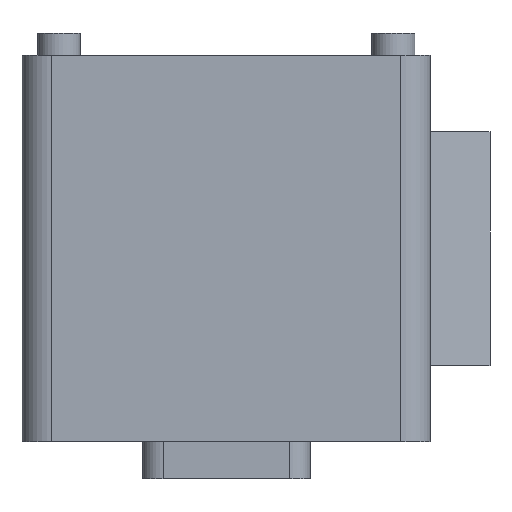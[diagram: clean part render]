
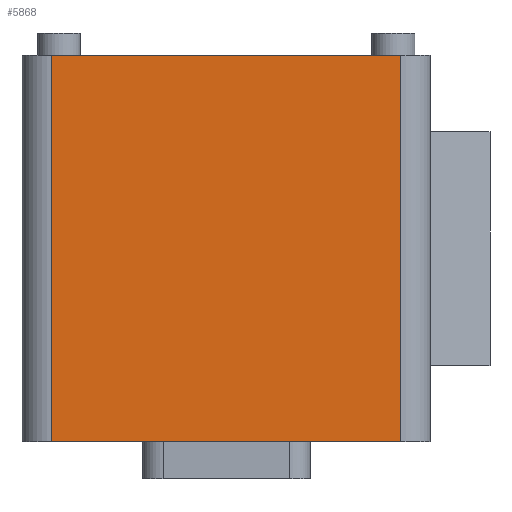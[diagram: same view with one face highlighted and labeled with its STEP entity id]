
A CAD part, left-side view. The second image highlights one B-rep face of the part: STEP entity #5868.
In plain terms, the highlighted planar face has unit normal (-1, 0, 0).
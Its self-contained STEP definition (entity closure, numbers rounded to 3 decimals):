
#490=PLANE('',#6291);
#658=FACE_OUTER_BOUND('',#1035,.T.);
#1035=EDGE_LOOP('',(#3817,#3818,#3819,#3820));
#1604=LINE('',#8943,#1834);
#1605=LINE('',#8947,#1835);
#1606=LINE('',#8948,#1836);
#1607=LINE('',#8949,#1837);
#1834=VECTOR('',#7152,52.);
#1835=VECTOR('',#7155,52.);
#1836=VECTOR('',#7156,47.);
#1837=VECTOR('',#7157,47.);
#2435=VERTEX_POINT('',#8936);
#2438=VERTEX_POINT('',#8941);
#2439=VERTEX_POINT('',#8945);
#2440=VERTEX_POINT('',#8946);
#2990=EDGE_CURVE('',#2438,#2435,#1604,.T.);
#2991=EDGE_CURVE('',#2439,#2440,#1605,.T.);
#2992=EDGE_CURVE('',#2439,#2435,#1606,.T.);
#2993=EDGE_CURVE('',#2438,#2440,#1607,.T.);
#3817=ORIENTED_EDGE('',*,*,#2991,.F.);
#3818=ORIENTED_EDGE('',*,*,#2992,.T.);
#3819=ORIENTED_EDGE('',*,*,#2990,.F.);
#3820=ORIENTED_EDGE('',*,*,#2993,.T.);
#5868=ADVANCED_FACE('',(#658),#490,.T.);
#6291=AXIS2_PLACEMENT_3D('',#8944,#7153,#7154);
#7152=DIRECTION('',(0.,0.,1.));
#7153=DIRECTION('center_axis',(-1.,0.,0.));
#7154=DIRECTION('ref_axis',(0.,0.,1.));
#7155=DIRECTION('',(0.,0.,-1.));
#7156=DIRECTION('',(0.,1.,0.));
#7157=DIRECTION('',(0.,-1.,0.));
#8936=CARTESIAN_POINT('',(-43.,23.5,26.));
#8941=CARTESIAN_POINT('',(-43.,23.5,-26.));
#8943=CARTESIAN_POINT('',(-43.,23.5,0.));
#8944=CARTESIAN_POINT('Origin',(-43.,-27.5,0.));
#8945=CARTESIAN_POINT('',(-43.,-23.5,26.));
#8946=CARTESIAN_POINT('',(-43.,-23.5,-26.));
#8947=CARTESIAN_POINT('',(-43.,-23.5,0.));
#8948=CARTESIAN_POINT('',(-43.,-27.5,26.));
#8949=CARTESIAN_POINT('',(-43.,-27.5,-26.));
